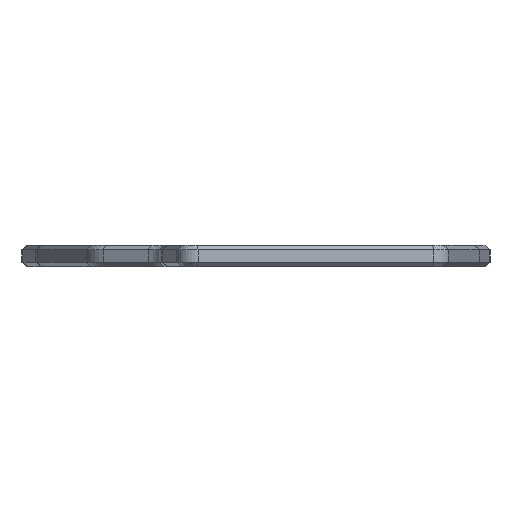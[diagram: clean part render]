
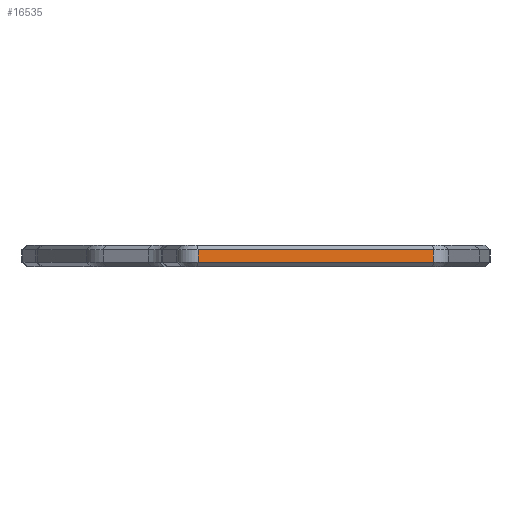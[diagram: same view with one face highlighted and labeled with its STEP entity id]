
A CAD part, left-side view. The second image highlights one B-rep face of the part: STEP entity #16535.
In plain terms, the highlighted planar face has unit normal (-0.986, -0.169, 0).
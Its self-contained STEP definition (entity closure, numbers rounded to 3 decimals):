
#16535=ADVANCED_FACE('',(#30922),#30924,.T.);
#30922=FACE_BOUND('',#30923,.T.);
#30923=EDGE_LOOP('',(#41690,#41691,#41692,#41693));
#30924=PLANE('',#30925);
#30925=AXIS2_PLACEMENT_3D('',#30926,#30927,#30928);
#30926=CARTESIAN_POINT('',(-136.607,12.363,-1.6));
#30927=DIRECTION('',(-0.986,-0.169,0.));
#30928=DIRECTION('',(0.169,-0.986,0.));
#41690=ORIENTED_EDGE('',*,*,#47254,.T.);
#41691=ORIENTED_EDGE('',*,*,#47255,.T.);
#41692=ORIENTED_EDGE('',*,*,#46691,.F.);
#41693=ORIENTED_EDGE('',*,*,#47253,.F.);
#46691=EDGE_CURVE('',#55074,#55077,#55078,.T.);
#47253=EDGE_CURVE('',#55948,#55074,#55950,.T.);
#47254=EDGE_CURVE('',#55948,#55951,#55952,.T.);
#47255=EDGE_CURVE('',#55951,#55077,#55953,.T.);
#55074=VERTEX_POINT('',#74785);
#55077=VERTEX_POINT('',#74793);
#55078=LINE('',#74794,#74795);
#55948=VERTEX_POINT('',#76925);
#55950=LINE('',#76930,#76931);
#55951=VERTEX_POINT('',#76933);
#55952=LINE('',#76934,#76935);
#55953=LINE('',#76937,#76938);
#74785=CARTESIAN_POINT('',(-136.607,12.363,1.));
#74793=CARTESIAN_POINT('',(-127.979,-37.848,1.));
#74794=CARTESIAN_POINT('',(-136.607,12.363,1.));
#74795=VECTOR('',#74796,1.);
#74796=DIRECTION('',(0.169,-0.986,0.));
#76925=CARTESIAN_POINT('',(-136.607,12.363,-1.6));
#76930=CARTESIAN_POINT('',(-136.607,12.363,-1.6));
#76931=VECTOR('',#76932,1.);
#76932=DIRECTION('',(0.,0.,1.));
#76933=CARTESIAN_POINT('',(-127.979,-37.848,-1.6));
#76934=CARTESIAN_POINT('',(-136.607,12.363,-1.6));
#76935=VECTOR('',#76936,1.);
#76936=DIRECTION('',(0.169,-0.986,0.));
#76937=CARTESIAN_POINT('',(-127.979,-37.848,-1.6));
#76938=VECTOR('',#76939,1.);
#76939=DIRECTION('',(0.,0.,1.));
